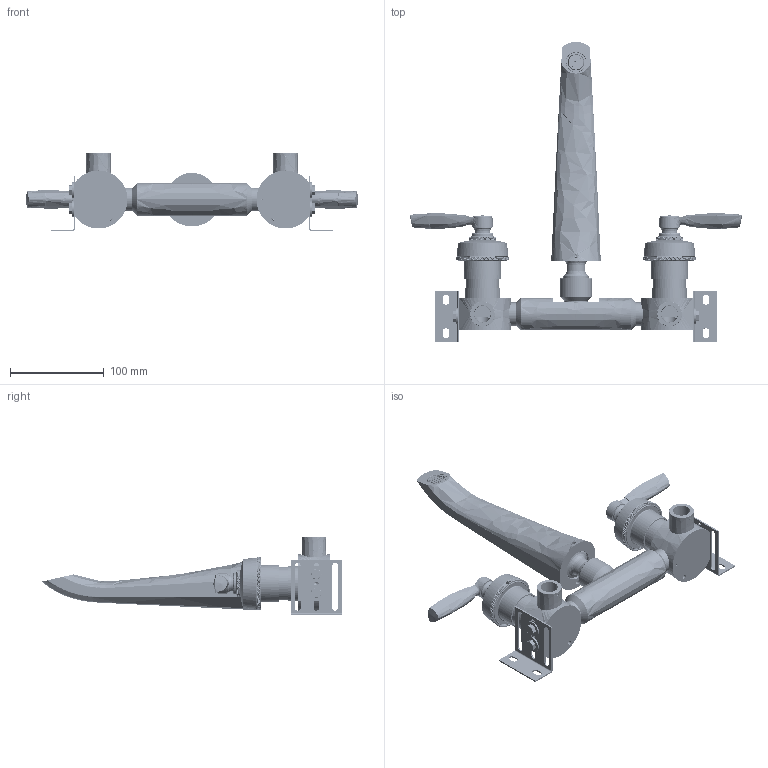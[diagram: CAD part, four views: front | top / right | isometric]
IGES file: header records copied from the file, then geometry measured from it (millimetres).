
Global section: file name: T10KA17-2LB; native system: Autodesk Inventor 2024; preprocessor: unknown; author: pbiran; date: 20241101.115530; units: millimetre
Bounding box: 355 x 321.07 x 84 mm (x, y, z)
Volume: 668051.5 mm3; surface area: 283747.4 mm2
Topology: 73 solids, 74 shells, 14613 faces, 33310 edges, 19126 vertices
Faces by surface type: bspline 14610, offset 3
